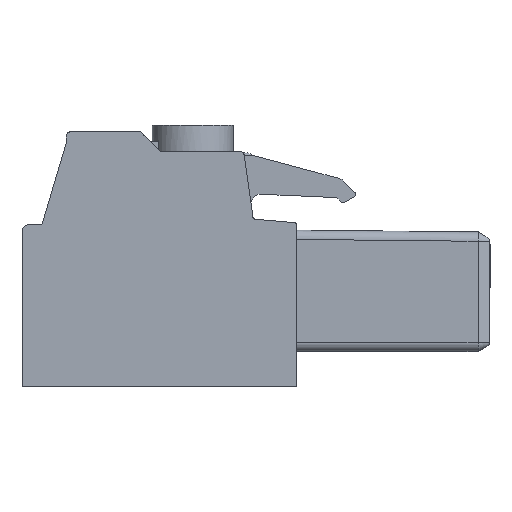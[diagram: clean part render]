
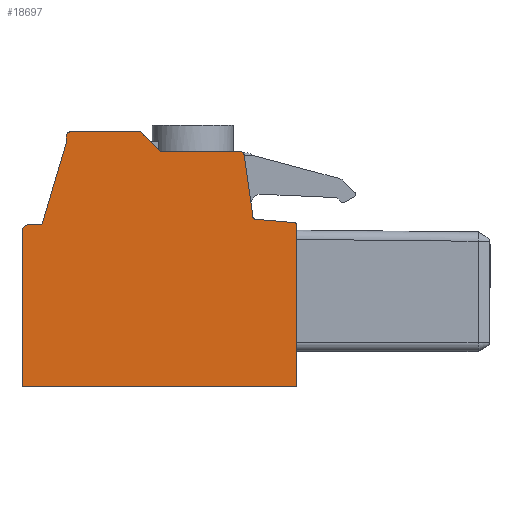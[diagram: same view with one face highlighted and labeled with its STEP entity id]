
A CAD part, left-side view. The second image highlights one B-rep face of the part: STEP entity #18697.
In plain terms, the highlighted face is planar.
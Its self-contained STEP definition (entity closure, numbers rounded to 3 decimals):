
#486=PLANE('',#19606);
#853=CIRCLE('',#19607,0.5);
#854=CIRCLE('',#19608,0.15);
#855=CIRCLE('',#19609,0.2);
#856=CIRCLE('',#19610,0.3);
#857=CIRCLE('',#19611,0.3);
#3825=ORIENTED_EDGE('',*,*,#6467,.T.);
#3826=ORIENTED_EDGE('',*,*,#6468,.F.);
#3827=ORIENTED_EDGE('',*,*,#6469,.F.);
#3828=ORIENTED_EDGE('',*,*,#6470,.T.);
#3829=ORIENTED_EDGE('',*,*,#6471,.F.);
#3830=ORIENTED_EDGE('',*,*,#6472,.T.);
#3831=ORIENTED_EDGE('',*,*,#6473,.T.);
#3832=ORIENTED_EDGE('',*,*,#6474,.T.);
#3833=ORIENTED_EDGE('',*,*,#6475,.T.);
#3834=ORIENTED_EDGE('',*,*,#6476,.F.);
#3835=ORIENTED_EDGE('',*,*,#6477,.F.);
#3836=ORIENTED_EDGE('',*,*,#6478,.F.);
#3837=ORIENTED_EDGE('',*,*,#6479,.F.);
#3838=ORIENTED_EDGE('',*,*,#6480,.F.);
#3839=ORIENTED_EDGE('',*,*,#6481,.T.);
#3840=ORIENTED_EDGE('',*,*,#6482,.T.);
#6467=EDGE_CURVE('',#8017,#8018,#9634,.T.);
#6468=EDGE_CURVE('',#8019,#8018,#9635,.T.);
#6469=EDGE_CURVE('',#8020,#8019,#853,.T.);
#6470=EDGE_CURVE('',#8020,#8021,#9636,.T.);
#6471=EDGE_CURVE('',#8022,#8021,#9637,.T.);
#6472=EDGE_CURVE('',#8022,#8023,#9638,.T.);
#6473=EDGE_CURVE('',#8023,#8024,#854,.T.);
#6474=EDGE_CURVE('',#8024,#8025,#9639,.T.);
#6475=EDGE_CURVE('',#8025,#8026,#855,.T.);
#6476=EDGE_CURVE('',#8027,#8026,#9640,.T.);
#6477=EDGE_CURVE('',#8028,#8027,#856,.T.);
#6478=EDGE_CURVE('',#8029,#8028,#9641,.T.);
#6479=EDGE_CURVE('',#8030,#8029,#9642,.T.);
#6480=EDGE_CURVE('',#8031,#8030,#9643,.T.);
#6481=EDGE_CURVE('',#8031,#8032,#857,.T.);
#6482=EDGE_CURVE('',#8032,#8017,#9644,.T.);
#8017=VERTEX_POINT('',#27190);
#8018=VERTEX_POINT('',#27191);
#8019=VERTEX_POINT('',#27193);
#8020=VERTEX_POINT('',#27195);
#8021=VERTEX_POINT('',#27197);
#8022=VERTEX_POINT('',#27199);
#8023=VERTEX_POINT('',#27201);
#8024=VERTEX_POINT('',#27203);
#8025=VERTEX_POINT('',#27205);
#8026=VERTEX_POINT('',#27207);
#8027=VERTEX_POINT('',#27209);
#8028=VERTEX_POINT('',#27211);
#8029=VERTEX_POINT('',#27213);
#8030=VERTEX_POINT('',#27215);
#8031=VERTEX_POINT('',#27217);
#8032=VERTEX_POINT('',#27219);
#9634=LINE('',#27189,#11356);
#9635=LINE('',#27192,#11357);
#9636=LINE('',#27196,#11358);
#9637=LINE('',#27198,#11359);
#9638=LINE('',#27200,#11360);
#9639=LINE('',#27204,#11361);
#9640=LINE('',#27208,#11362);
#9641=LINE('',#27212,#11363);
#9642=LINE('',#27214,#11364);
#9643=LINE('',#27216,#11365);
#9644=LINE('',#27220,#11366);
#11356=VECTOR('',#22516,1000.);
#11357=VECTOR('',#22517,1000.);
#11358=VECTOR('',#22520,1000.);
#11359=VECTOR('',#22521,1000.);
#11360=VECTOR('',#22522,1000.);
#11361=VECTOR('',#22525,1000.);
#11362=VECTOR('',#22528,1000.);
#11363=VECTOR('',#22531,1000.);
#11364=VECTOR('',#22532,1000.);
#11365=VECTOR('',#22533,1000.);
#11366=VECTOR('',#22536,1000.);
#12344=EDGE_LOOP('',(#3825,#3826,#3827,#3828,#3829,#3830,#3831,#3832,#3833,
#3834,#3835,#3836,#3837,#3838,#3839,#3840));
#13036=FACE_BOUND('',#12344,.T.);
#18697=ADVANCED_FACE('',(#13036),#486,.F.);
#19606=AXIS2_PLACEMENT_3D('',#27188,#22514,#22515);
#19607=AXIS2_PLACEMENT_3D('',#27194,#22518,#22519);
#19608=AXIS2_PLACEMENT_3D('',#27202,#22523,#22524);
#19609=AXIS2_PLACEMENT_3D('',#27206,#22526,#22527);
#19610=AXIS2_PLACEMENT_3D('',#27210,#22529,#22530);
#19611=AXIS2_PLACEMENT_3D('',#27218,#22534,#22535);
#22514=DIRECTION('',(0.,0.,-1.));
#22515=DIRECTION('',(-1.,0.,0.));
#22516=DIRECTION('',(0.286,0.958,0.));
#22517=DIRECTION('',(-1.,0.,0.));
#22518=DIRECTION('',(0.,0.,-1.));
#22519=DIRECTION('',(0.,1.,0.));
#22520=DIRECTION('',(0.,1.,0.));
#22521=DIRECTION('',(1.,0.,0.));
#22522=DIRECTION('',(0.,-1.,0.));
#22523=DIRECTION('',(0.,0.,1.));
#22524=DIRECTION('',(0.,-1.,0.));
#22525=DIRECTION('',(0.996,-0.087,0.));
#22526=DIRECTION('',(0.,0.,-1.));
#22527=DIRECTION('',(0.,1.,0.));
#22528=DIRECTION('',(-0.139,0.99,0.));
#22529=DIRECTION('',(0.,0.,-1.));
#22530=DIRECTION('',(0.,1.,0.));
#22531=DIRECTION('',(-1.,0.,0.));
#22532=DIRECTION('',(-0.707,0.707,0.));
#22533=DIRECTION('',(-1.,0.,0.));
#22534=DIRECTION('',(0.,0.,1.));
#22535=DIRECTION('',(0.,-1.,0.));
#22536=DIRECTION('',(0.,1.,0.));
#27188=CARTESIAN_POINT('',(83.057,30.859,57.48));
#27189=CARTESIAN_POINT('',(101.492,33.75,57.48));
#27190=CARTESIAN_POINT('',(98.15,22.55,57.48));
#27191=CARTESIAN_POINT('',(100.,28.75,57.48));
#27192=CARTESIAN_POINT('',(66.25,28.75,57.48));
#27193=CARTESIAN_POINT('',(101.,28.75,57.48));
#27194=CARTESIAN_POINT('',(101.,29.25,57.48));
#27195=CARTESIAN_POINT('',(101.5,29.25,57.48));
#27196=CARTESIAN_POINT('',(101.5,33.75,57.48));
#27197=CARTESIAN_POINT('',(101.5,40.95,57.48));
#27198=CARTESIAN_POINT('',(66.25,40.95,57.48));
#27199=CARTESIAN_POINT('',(80.85,40.95,57.48));
#27200=CARTESIAN_POINT('',(80.85,33.75,57.48));
#27201=CARTESIAN_POINT('',(80.85,28.737,57.48));
#27202=CARTESIAN_POINT('',(81.,28.737,57.48));
#27203=CARTESIAN_POINT('',(80.987,28.588,57.48));
#27204=CARTESIAN_POINT('',(66.25,29.877,57.48));
#27205=CARTESIAN_POINT('',(83.929,28.331,57.48));
#27206=CARTESIAN_POINT('',(83.912,28.131,57.48));
#27207=CARTESIAN_POINT('',(84.11,28.159,57.48));
#27208=CARTESIAN_POINT('',(83.324,33.75,57.48));
#27209=CARTESIAN_POINT('',(84.764,23.508,57.48));
#27210=CARTESIAN_POINT('',(85.061,23.55,57.48));
#27211=CARTESIAN_POINT('',(85.061,23.25,57.48));
#27212=CARTESIAN_POINT('',(66.25,23.25,57.48));
#27213=CARTESIAN_POINT('',(91.05,23.25,57.48));
#27214=CARTESIAN_POINT('',(66.25,48.05,57.48));
#27215=CARTESIAN_POINT('',(92.55,21.75,57.48));
#27216=CARTESIAN_POINT('',(66.25,21.75,57.48));
#27217=CARTESIAN_POINT('',(97.85,21.75,57.48));
#27218=CARTESIAN_POINT('',(97.85,22.05,57.48));
#27219=CARTESIAN_POINT('',(98.15,22.05,57.48));
#27220=CARTESIAN_POINT('',(98.15,33.75,57.48));
